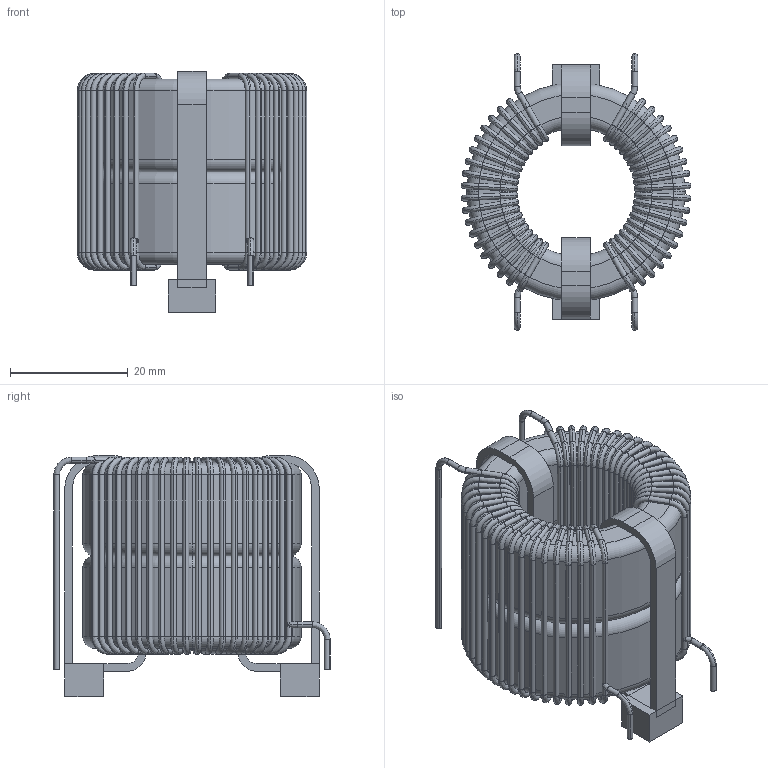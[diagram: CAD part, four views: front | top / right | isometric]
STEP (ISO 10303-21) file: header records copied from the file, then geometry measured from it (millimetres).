
FILE_DESCRIPTION((''),'2;1');
FILE_NAME('IND_EDA-01786-V1-0_misc1.stp','2008-10-09T19:42:43',(''),(''),'Mechanical Desktop 2009','Mechanical Desktop 2009',', , ');
FILE_SCHEMA(('AUTOMOTIVE_DESIGN { 1 2 10303 214 1 1 1 1 }'));
Length unit declared in the file: millimetre
Products named in the file (1): Product
Bounding box: 39.08 x 47 x 41 mm (x, y, z)
Volume: 25926.3 mm3; surface area: 20942.2 mm2
Topology: 50 solids, 50 shells, 760 faces, 1810 edges, 1070 vertices
Faces by surface type: bspline 366, cylinder 186, torus 184, plane 24
Entity records: 36880 total; most frequent: CARTESIAN_POINT 19471, DIRECTION 3974, ORIENTED_EDGE 3620, EDGE_CURVE 1810, AXIS2_PLACEMENT_3D 1769, CIRCLE 1374, VERTEX_POINT 1070, EDGE_LOOP 768
